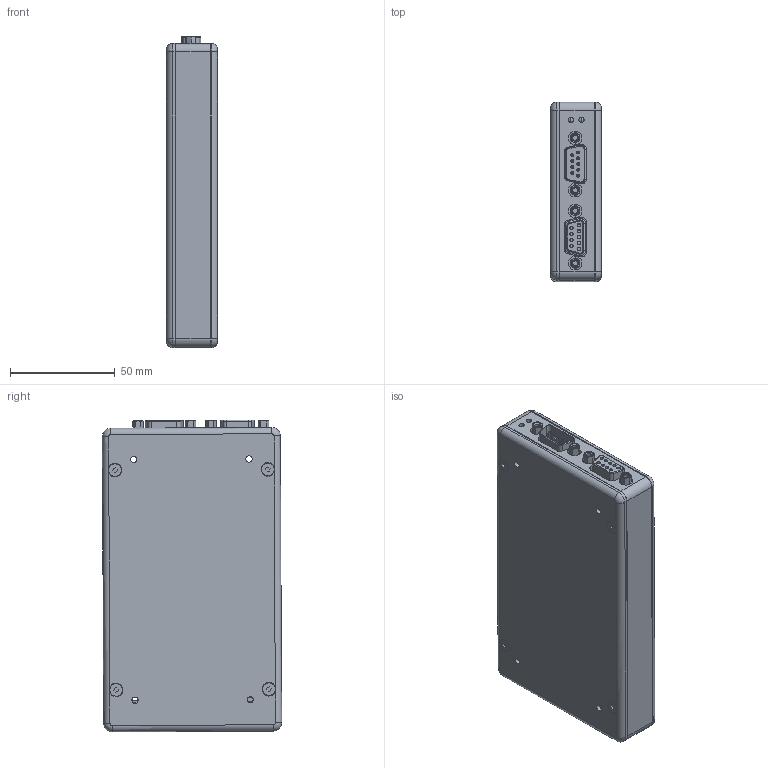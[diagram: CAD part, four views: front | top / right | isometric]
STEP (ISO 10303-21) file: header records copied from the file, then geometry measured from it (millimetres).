
FILE_DESCRIPTION (( 'STEP AP214' ), '1' );
FILE_NAME ('MMC-100-01000.STEP', '2012-05-30T18:51:06', ( 'Engineer' ), ( 'Microsoft' ), 'SwSTEP 2.0', 'SolidWorks 2009', '' );
FILE_SCHEMA (( 'AUTOMOTIVE_DESIGN' ));
Length unit declared in the file: millimetre
Products named in the file (13): 430220-B Module 2U, Housing Frame; 430222-A Module 2U Cover Female; 430221-B Module 2U Cover Male; CUI MD-80S_MD-80S; CUI-PJ-002B-SMT_PJ-002B-SMT; RJ-11 955012641; LED 2H - WP130WCP; USB mini; D-sub 9 -SMT; 110006-109 Connector D-sub Male SC; 130008 D-sub Standoff; Screw, SHCS-F, M-DIN_M3 x 0.5 x 08mm; MMC-100-01000
Assembly tree (22 placements, depth 2):
  MMC-100-01000
    Screw, SHCS-F, M-DIN_M3 x 0.5 x 08mm  x8
    110006-109 Connector D-sub Male SC
    430220-B Module 2U, Housing Frame
    CUI MD-80S_MD-80S
    D-sub 9 -SMT
    430222-A Module 2U Cover Female
    LED 2H - WP130WCP
    USB mini
    RJ-11 955012641
    130008 D-sub Standoff  x4
    430221-B Module 2U Cover Male
    CUI-PJ-002B-SMT_PJ-002B-SMT
Bounding box: 24.4 x 85.66 x 148.86 mm (x, y, z)
Volume: 107035.1 mm3; surface area: 82436.9 mm2
Topology: 28 solids, 28 shells, 1813 faces, 4576 edges, 2932 vertices
Faces by surface type: plane 976, cylinder 552, cone 130, torus 80, bspline 69, sphere 6
Entity records: 60975 total; most frequent: CARTESIAN_POINT 13387, ORIENTED_EDGE 8312, DIRECTION 8191, EDGE_CURVE 4156, AXIS2_PLACEMENT_3D 2733, LINE 2725, VECTOR 2725, VERTEX_POINT 2681
